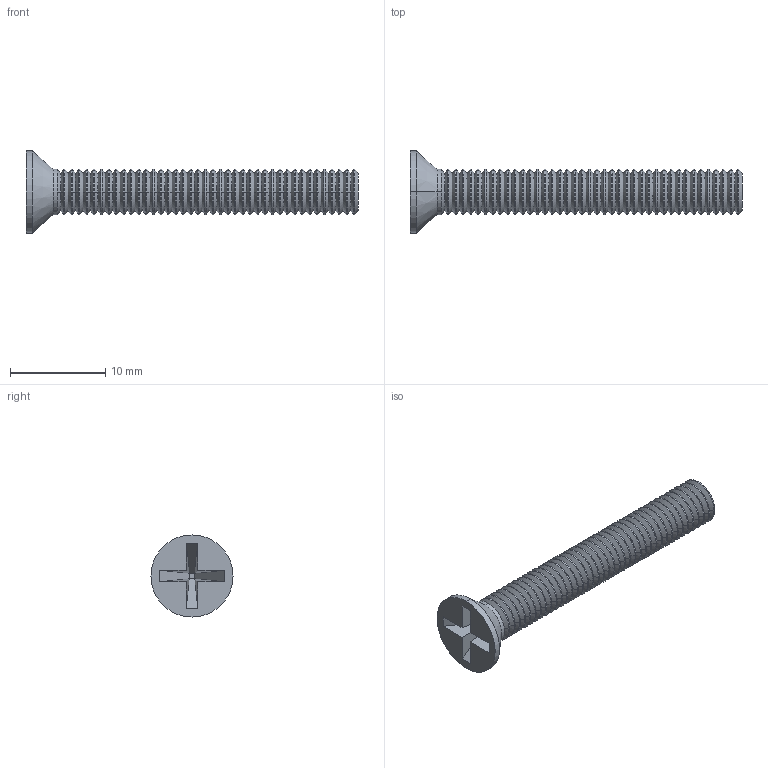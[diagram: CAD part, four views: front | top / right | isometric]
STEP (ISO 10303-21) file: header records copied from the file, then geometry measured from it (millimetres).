
FILE_DESCRIPTION (( 'STEP AP203' ), '1' );
FILE_NAME ('flat head screw_quanser ansi inch_CR-FHMS 0.19-32x1.375x1.375-S_sldprt.STEP', '2016-06-02T17:09:19', ( 'Shusen Zhang' ), ( 'MathWorks' ), 'SwSTEP 2.0', 'SolidWorks 2015', '' );
FILE_SCHEMA (( 'CONFIG_CONTROL_DESIGN' ));
Length unit declared in the file: inch
Products named in the file (1): flat head screw_quanser ansi inch_CR-FHMS 0.19-32x1.375x1.375-S_sldprt
Bounding box: 34.92 x 8.64 x 8.64 mm (x, y, z)
Volume: 589.4 mm3; surface area: 916.8 mm2
Topology: 1 solids, 1 shells, 263 faces, 688 edges, 428 vertices
Faces by surface type: cone 164, cylinder 84, plane 15
Entity records: 8277 total; most frequent: DIRECTION 1628, CARTESIAN_POINT 1380, ORIENTED_EDGE 1376, EDGE_CURVE 688, AXIS2_PLACEMENT_3D 676, VERTEX_POINT 428, CIRCLE 412, VECTOR 276
